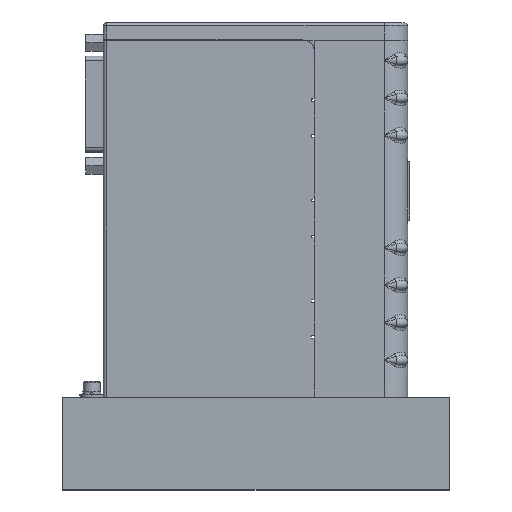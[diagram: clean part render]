
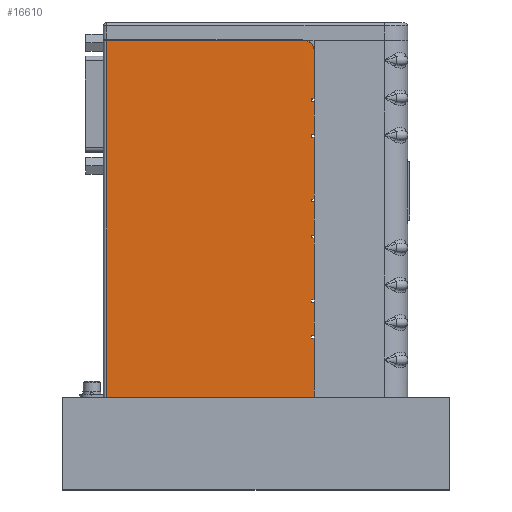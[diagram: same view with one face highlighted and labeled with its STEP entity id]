
A CAD part, top view. The second image highlights one B-rep face of the part: STEP entity #16610.
In plain terms, the highlighted planar face has unit normal (0, 0, 1).
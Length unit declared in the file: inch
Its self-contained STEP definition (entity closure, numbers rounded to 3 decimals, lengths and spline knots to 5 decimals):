
#3341=DIRECTION('',(0.,-1.,-0.016));
#3342=VECTOR('',#3341,0.0079);
#3343=CARTESIAN_POINT('',(2.68475,4.6879,
-0.00037));
#3344=LINE('',#3343,#3342);
#3389=DIRECTION('',(0.,-1.,0.));
#3390=VECTOR('',#3389,0.63);
#3391=CARTESIAN_POINT('',(2.68475,1.62,-0.00037));
#3392=LINE('',#3391,#3390);
#3397=DIRECTION('',(0.,-1.,0.));
#3398=VECTOR('',#3397,0.35);
#3399=CARTESIAN_POINT('',(2.68475,2.,-0.00037));
#3400=LINE('',#3399,#3398);
#3405=DIRECTION('',(0.,-1.,0.));
#3406=VECTOR('',#3405,0.66);
#3407=CARTESIAN_POINT('',(2.68475,2.69,-0.00037));
#3408=LINE('',#3407,#3406);
#3413=DIRECTION('',(0.,-1.,0.));
#3414=VECTOR('',#3413,0.355);
#3415=CARTESIAN_POINT('',(2.68475,3.075,-0.00037));
#3416=LINE('',#3415,#3414);
#3421=DIRECTION('',(0.,-1.,0.));
#3422=VECTOR('',#3421,0.66);
#3423=CARTESIAN_POINT('',(2.68475,3.765,-0.00037));
#3424=LINE('',#3423,#3422);
#3429=DIRECTION('',(0.,-1.,0.));
#3430=VECTOR('',#3429,0.35);
#3431=CARTESIAN_POINT('',(2.68475,4.145,-0.00037));
#3432=LINE('',#3431,#3430);
#3437=DIRECTION('',(0.,-1.,0.));
#3438=VECTOR('',#3437,0.505);
#3439=CARTESIAN_POINT('',(2.68475,4.68,-0.0005));
#3440=LINE('',#3439,#3438);
#3441=DIRECTION('',(1.,0.,-0.013));
#3442=VECTOR('',#3441,0.02975);
#3443=CARTESIAN_POINT('',(2.655,4.145,0.));
#3444=LINE('',#3443,#3442);
#3445=DIRECTION('',(1.,0.,-0.013));
#3446=VECTOR('',#3445,0.02975);
#3447=CARTESIAN_POINT('',(2.655,3.765,0.));
#3448=LINE('',#3447,#3446);
#3449=DIRECTION('',(1.,0.,-0.013));
#3450=VECTOR('',#3449,0.02975);
#3451=CARTESIAN_POINT('',(2.655,3.075,0.));
#3452=LINE('',#3451,#3450);
#3453=DIRECTION('',(1.,0.,-0.013));
#3454=VECTOR('',#3453,0.02975);
#3455=CARTESIAN_POINT('',(2.655,2.69,0.));
#3456=LINE('',#3455,#3454);
#3457=DIRECTION('',(1.,0.,-0.013));
#3458=VECTOR('',#3457,0.02975);
#3459=CARTESIAN_POINT('',(2.655,2.,0.));
#3460=LINE('',#3459,#3458);
#3461=DIRECTION('',(1.,0.,-0.013));
#3462=VECTOR('',#3461,0.02975);
#3463=CARTESIAN_POINT('',(2.655,1.62,0.));
#3464=LINE('',#3463,#3462);
#3465=DIRECTION('',(-1.,0.,0.));
#3466=VECTOR('',#3465,2.21575);
#3467=CARTESIAN_POINT('',(2.68475,0.99,-0.00037));
#3468=LINE('',#3467,#3466);
#3469=DIRECTION('',(0.,1.,0.));
#3470=VECTOR('',#3469,3.815);
#3471=CARTESIAN_POINT('',(0.469,0.99,0.));
#3472=LINE('',#3471,#3470);
#3473=CARTESIAN_POINT('',(2.56,4.68,0.));
#3474=DIRECTION('',(0.,0.,-1.));
#3475=DIRECTION('',(0.,1.,0.));
#3476=AXIS2_PLACEMENT_3D('',#3473,#3474,#3475);
#3482=DIRECTION('',(1.,0.,-0.013));
#3483=VECTOR('',#3482,0.02975);
#3484=CARTESIAN_POINT('',(2.655,4.175,0.));
#3485=LINE('',#3484,#3483);
#4156=DIRECTION('',(0.,1.,0.));
#4157=VECTOR('',#4156,0.03);
#4158=CARTESIAN_POINT('',(2.655,4.145,0.));
#4159=LINE('',#4158,#4157);
#4177=DIRECTION('',(1.,0.,-0.013));
#4178=VECTOR('',#4177,0.02975);
#4179=CARTESIAN_POINT('',(2.655,3.795,0.));
#4180=LINE('',#4179,#4178);
#4287=DIRECTION('',(0.,1.,0.));
#4288=VECTOR('',#4287,0.03);
#4289=CARTESIAN_POINT('',(2.655,3.765,0.));
#4290=LINE('',#4289,#4288);
#4351=DIRECTION('',(0.,1.,0.));
#4352=VECTOR('',#4351,0.03);
#4353=CARTESIAN_POINT('',(2.655,3.075,0.));
#4354=LINE('',#4353,#4352);
#4363=DIRECTION('',(1.,0.,-0.013));
#4364=VECTOR('',#4363,0.02975);
#4365=CARTESIAN_POINT('',(2.655,3.105,0.));
#4366=LINE('',#4365,#4364);
#4383=DIRECTION('',(1.,0.,-0.013));
#4384=VECTOR('',#4383,0.02975);
#4385=CARTESIAN_POINT('',(2.655,2.72,0.));
#4386=LINE('',#4385,#4384);
#4493=DIRECTION('',(0.,1.,0.));
#4494=VECTOR('',#4493,0.03);
#4495=CARTESIAN_POINT('',(2.655,2.69,0.));
#4496=LINE('',#4495,#4494);
#5134=DIRECTION('',(0.,1.,0.));
#5135=VECTOR('',#5134,0.03);
#5136=CARTESIAN_POINT('',(2.655,2.,0.));
#5137=LINE('',#5136,#5135);
#5146=DIRECTION('',(1.,0.,-0.013));
#5147=VECTOR('',#5146,0.02975);
#5148=CARTESIAN_POINT('',(2.655,2.03,0.));
#5149=LINE('',#5148,#5147);
#5163=DIRECTION('',(1.,0.,-0.013));
#5164=VECTOR('',#5163,0.02975);
#5165=CARTESIAN_POINT('',(2.655,1.65,0.));
#5166=LINE('',#5165,#5164);
#5267=DIRECTION('',(0.,1.,0.));
#5268=VECTOR('',#5267,0.03);
#5269=CARTESIAN_POINT('',(2.655,1.62,0.));
#5270=LINE('',#5269,#5268);
#5311=DIRECTION('',(-1.,0.,0.));
#5312=VECTOR('',#5311,2.091);
#5313=CARTESIAN_POINT('',(2.56,4.805,0.));
#5314=LINE('',#5313,#5312);
#11713=CARTESIAN_POINT('',(0.469,0.99,0.));
#11714=VERTEX_POINT('',#11713);
#11839=CARTESIAN_POINT('',(2.655,1.62,0.));
#11840=CARTESIAN_POINT('',(2.655,1.65,0.));
#11841=VERTEX_POINT('',#11839);
#11842=VERTEX_POINT('',#11840);
#11851=CARTESIAN_POINT('',(0.469,4.805,0.));
#11852=VERTEX_POINT('',#11851);
#11853=CARTESIAN_POINT('',(2.56,4.805,0.));
#11854=VERTEX_POINT('',#11853);
#11855=CARTESIAN_POINT('',(2.655,4.145,0.));
#11856=CARTESIAN_POINT('',(2.655,4.175,0.));
#11857=VERTEX_POINT('',#11855);
#11858=VERTEX_POINT('',#11856);
#11859=CARTESIAN_POINT('',(2.655,3.765,0.));
#11860=CARTESIAN_POINT('',(2.655,3.795,0.));
#11861=VERTEX_POINT('',#11859);
#11862=VERTEX_POINT('',#11860);
#11863=CARTESIAN_POINT('',(2.655,3.075,0.));
#11864=CARTESIAN_POINT('',(2.655,3.105,0.));
#11865=VERTEX_POINT('',#11863);
#11866=VERTEX_POINT('',#11864);
#11867=CARTESIAN_POINT('',(2.655,2.69,0.));
#11868=CARTESIAN_POINT('',(2.655,2.72,0.));
#11869=VERTEX_POINT('',#11867);
#11870=VERTEX_POINT('',#11868);
#11871=CARTESIAN_POINT('',(2.655,2.,0.));
#11872=CARTESIAN_POINT('',(2.655,2.03,0.));
#11873=VERTEX_POINT('',#11871);
#11874=VERTEX_POINT('',#11872);
#12103=CARTESIAN_POINT('',(2.68475,0.99,-0.00037));
#12105=VERTEX_POINT('',#12103);
#12127=CARTESIAN_POINT('',(2.68475,4.6879,
-0.00037));
#12128=CARTESIAN_POINT('',(2.68475,4.68,-0.0005));
#12129=VERTEX_POINT('',#12127);
#12130=VERTEX_POINT('',#12128);
#12131=CARTESIAN_POINT('',(2.68475,4.175,-0.00037));
#12132=VERTEX_POINT('',#12131);
#12133=CARTESIAN_POINT('',(2.68475,4.145,-0.00037));
#12134=CARTESIAN_POINT('',(2.68475,3.795,-0.00037));
#12135=VERTEX_POINT('',#12133);
#12136=VERTEX_POINT('',#12134);
#12137=CARTESIAN_POINT('',(2.68475,3.765,-0.00037));
#12138=CARTESIAN_POINT('',(2.68475,3.105,-0.00037));
#12139=VERTEX_POINT('',#12137);
#12140=VERTEX_POINT('',#12138);
#12141=CARTESIAN_POINT('',(2.68475,3.075,-0.00037));
#12142=CARTESIAN_POINT('',(2.68475,2.72,-0.00037));
#12143=VERTEX_POINT('',#12141);
#12144=VERTEX_POINT('',#12142);
#12145=CARTESIAN_POINT('',(2.68475,2.69,-0.00037));
#12146=CARTESIAN_POINT('',(2.68475,2.03,-0.00037));
#12147=VERTEX_POINT('',#12145);
#12148=VERTEX_POINT('',#12146);
#12149=CARTESIAN_POINT('',(2.68475,2.,-0.00037));
#12150=CARTESIAN_POINT('',(2.68475,1.65,-0.00037));
#12151=VERTEX_POINT('',#12149);
#12152=VERTEX_POINT('',#12150);
#12153=CARTESIAN_POINT('',(2.68475,1.62,-0.00037));
#12154=VERTEX_POINT('',#12153);
#16551=CARTESIAN_POINT('',(0.435,0.99,0.));
#16552=DIRECTION('',(0.,0.,1.));
#16553=DIRECTION('',(1.,0.,0.));
#16554=AXIS2_PLACEMENT_3D('',#16551,#16552,#16553);
#16555=PLANE('',#16554);
#16556=ORIENTED_EDGE('',*,*,#16500,.T.);
#16557=ORIENTED_EDGE('',*,*,#16546,.T.);
#16559=ORIENTED_EDGE('',*,*,#16558,.F.);
#16561=ORIENTED_EDGE('',*,*,#16560,.F.);
#16563=ORIENTED_EDGE('',*,*,#16562,.T.);
#16564=ORIENTED_EDGE('',*,*,#16542,.T.);
#16566=ORIENTED_EDGE('',*,*,#16565,.F.);
#16568=ORIENTED_EDGE('',*,*,#16567,.F.);
#16570=ORIENTED_EDGE('',*,*,#16569,.T.);
#16571=ORIENTED_EDGE('',*,*,#16538,.T.);
#16573=ORIENTED_EDGE('',*,*,#16572,.F.);
#16575=ORIENTED_EDGE('',*,*,#16574,.F.);
#16577=ORIENTED_EDGE('',*,*,#16576,.T.);
#16578=ORIENTED_EDGE('',*,*,#16534,.T.);
#16580=ORIENTED_EDGE('',*,*,#16579,.F.);
#16582=ORIENTED_EDGE('',*,*,#16581,.F.);
#16584=ORIENTED_EDGE('',*,*,#16583,.T.);
#16585=ORIENTED_EDGE('',*,*,#16530,.T.);
#16587=ORIENTED_EDGE('',*,*,#16586,.F.);
#16589=ORIENTED_EDGE('',*,*,#16588,.F.);
#16591=ORIENTED_EDGE('',*,*,#16590,.T.);
#16592=ORIENTED_EDGE('',*,*,#16526,.T.);
#16594=ORIENTED_EDGE('',*,*,#16593,.F.);
#16596=ORIENTED_EDGE('',*,*,#16595,.F.);
#16598=ORIENTED_EDGE('',*,*,#16597,.T.);
#16599=ORIENTED_EDGE('',*,*,#16522,.T.);
#16601=ORIENTED_EDGE('',*,*,#16600,.T.);
#16603=ORIENTED_EDGE('',*,*,#16602,.T.);
#16605=ORIENTED_EDGE('',*,*,#16604,.F.);
#16607=ORIENTED_EDGE('',*,*,#16606,.T.);
#16608=EDGE_LOOP('',(#16556,#16557,#16559,#16561,#16563,#16564,#16566,#16568,
#16570,#16571,#16573,#16575,#16577,#16578,#16580,#16582,#16584,#16585,#16587,
#16589,#16591,#16592,#16594,#16596,#16598,#16599,#16601,#16603,#16605,#16607));
#16609=FACE_OUTER_BOUND('',#16608,.F.);
#16610=ADVANCED_FACE('',(#16609),#16555,.T.);
#3477=CIRCLE('',#3476,0.125);
#16500=EDGE_CURVE('',#12129,#12130,#3344,.T.);
#16522=EDGE_CURVE('',#12154,#12105,#3392,.T.);
#16526=EDGE_CURVE('',#12151,#12152,#3400,.T.);
#16530=EDGE_CURVE('',#12147,#12148,#3408,.T.);
#16534=EDGE_CURVE('',#12143,#12144,#3416,.T.);
#16538=EDGE_CURVE('',#12139,#12140,#3424,.T.);
#16542=EDGE_CURVE('',#12135,#12136,#3432,.T.);
#16546=EDGE_CURVE('',#12130,#12132,#3440,.T.);
#16558=EDGE_CURVE('',#11858,#12132,#3485,.T.);
#16560=EDGE_CURVE('',#11857,#11858,#4159,.T.);
#16562=EDGE_CURVE('',#11857,#12135,#3444,.T.);
#16565=EDGE_CURVE('',#11862,#12136,#4180,.T.);
#16567=EDGE_CURVE('',#11861,#11862,#4290,.T.);
#16569=EDGE_CURVE('',#11861,#12139,#3448,.T.);
#16572=EDGE_CURVE('',#11866,#12140,#4366,.T.);
#16574=EDGE_CURVE('',#11865,#11866,#4354,.T.);
#16576=EDGE_CURVE('',#11865,#12143,#3452,.T.);
#16579=EDGE_CURVE('',#11870,#12144,#4386,.T.);
#16581=EDGE_CURVE('',#11869,#11870,#4496,.T.);
#16583=EDGE_CURVE('',#11869,#12147,#3456,.T.);
#16586=EDGE_CURVE('',#11874,#12148,#5149,.T.);
#16588=EDGE_CURVE('',#11873,#11874,#5137,.T.);
#16590=EDGE_CURVE('',#11873,#12151,#3460,.T.);
#16593=EDGE_CURVE('',#11842,#12152,#5166,.T.);
#16595=EDGE_CURVE('',#11841,#11842,#5270,.T.);
#16597=EDGE_CURVE('',#11841,#12154,#3464,.T.);
#16600=EDGE_CURVE('',#12105,#11714,#3468,.T.);
#16602=EDGE_CURVE('',#11714,#11852,#3472,.T.);
#16604=EDGE_CURVE('',#11854,#11852,#5314,.T.);
#16606=EDGE_CURVE('',#11854,#12129,#3477,.T.);
